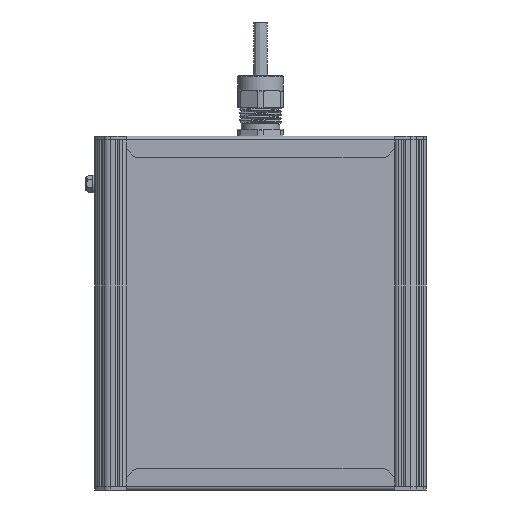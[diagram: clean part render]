
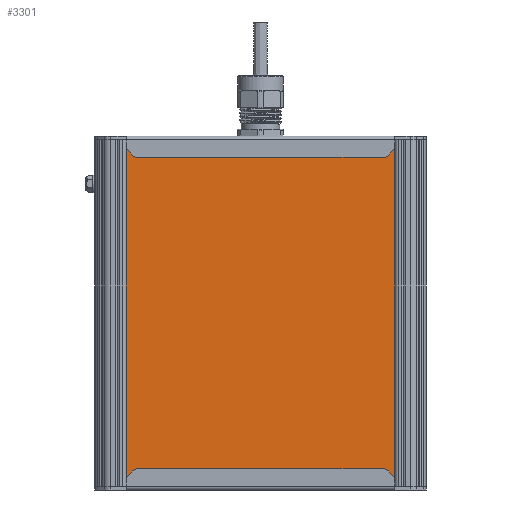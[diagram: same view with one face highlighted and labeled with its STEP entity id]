
A CAD part, front view. The second image highlights one B-rep face of the part: STEP entity #3301.
In plain terms, the highlighted face is planar.
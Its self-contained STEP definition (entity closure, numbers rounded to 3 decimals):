
#3301=ADVANCED_FACE('',(#9750),#9752,.T.);
#9750=FACE_BOUND('',#9751,.T.);
#9751=EDGE_LOOP('',(#38182,#38183,#38184,#38185));
#9752=PLANE('',#9753);
#9753=AXIS2_PLACEMENT_3D('',#9754,#9755,#9756);
#9754=CARTESIAN_POINT('',(2111.497,401.002,-34.582));
#9755=DIRECTION('',(0.,0.,-1.));
#9756=DIRECTION('',(0.,1.,0.));
#38182=ORIENTED_EDGE('',*,*,#43618,.T.);
#38183=ORIENTED_EDGE('',*,*,#43619,.F.);
#38184=ORIENTED_EDGE('',*,*,#43620,.F.);
#38185=ORIENTED_EDGE('',*,*,#43621,.T.);
#43618=EDGE_CURVE('',#47773,#47774,#47775,.T.);
#43619=EDGE_CURVE('',#47776,#47774,#47777,.T.);
#43620=EDGE_CURVE('',#47778,#47776,#47779,.T.);
#43621=EDGE_CURVE('',#47778,#47773,#47780,.T.);
#47773=VERTEX_POINT('',#56579);
#47774=VERTEX_POINT('',#56580);
#47775=LINE('',#56581,#56582);
#47776=VERTEX_POINT('',#56584);
#47777=LINE('',#56585,#56586);
#47778=VERTEX_POINT('',#56588);
#47779=LINE('',#56589,#56590);
#47780=LINE('',#56592,#56593);
#56579=CARTESIAN_POINT('',(2307.497,565.13,-34.582));
#56580=CARTESIAN_POINT('',(2307.497,401.002,-34.582));
#56581=CARTESIAN_POINT('',(2307.497,565.13,-34.582));
#56582=VECTOR('',#56583,1.);
#56583=DIRECTION('',(0.,-1.,0.));
#56584=CARTESIAN_POINT('',(2111.497,401.002,-34.582));
#56585=CARTESIAN_POINT('',(2111.497,401.002,-34.582));
#56586=VECTOR('',#56587,1.);
#56587=DIRECTION('',(1.,0.,0.));
#56588=CARTESIAN_POINT('',(2111.497,565.13,-34.582));
#56589=CARTESIAN_POINT('',(2111.497,565.13,-34.582));
#56590=VECTOR('',#56591,1.);
#56591=DIRECTION('',(0.,-1.,0.));
#56592=CARTESIAN_POINT('',(2111.497,565.13,-34.582));
#56593=VECTOR('',#56594,1.);
#56594=DIRECTION('',(1.,0.,0.));
